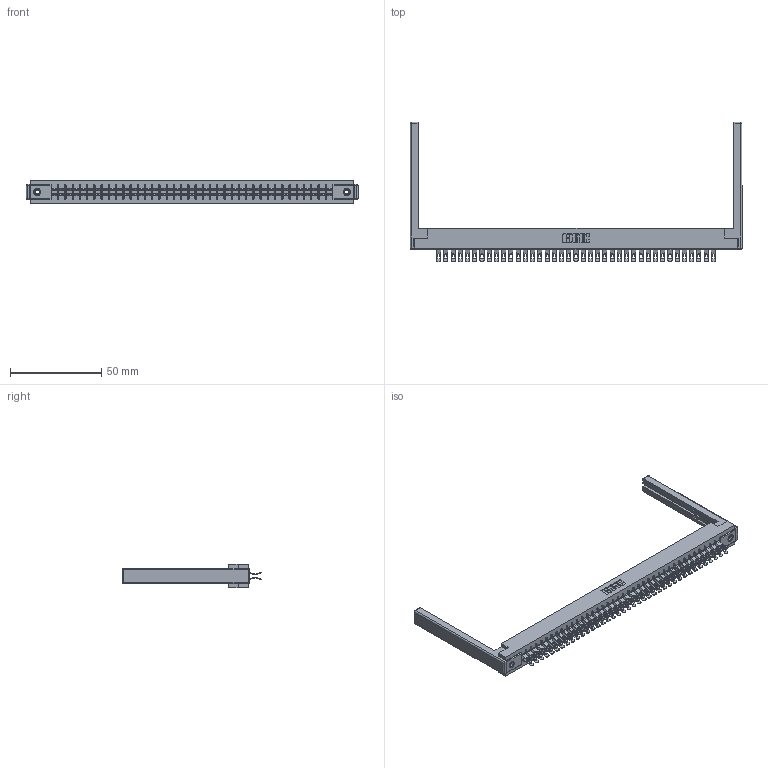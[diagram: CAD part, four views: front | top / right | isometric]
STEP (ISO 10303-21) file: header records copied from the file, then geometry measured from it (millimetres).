
FILE_DESCRIPTION (( 'STEP AP203' ), '1' );
FILE_NAME ('305-078-555-268.STEP', '2019-09-10T09:11:55', ( '' ), ( '' ), 'SwSTEP 2.0', 'SolidWorks 2016', '' );
FILE_SCHEMA (( 'CONFIG_CONTROL_DESIGN' ));
Length unit declared in the file: inch
Products named in the file (5): 307-220-068; 305-078-555-268; 345-250-001_345-250-001-102; 305-290-001_555; 305 Part_.156 Dia
Assembly tree (83 placements, depth 2):
  305-078-555-268
    305 Part_.156 Dia
    305-290-001_555  x78
    345-250-001_345-250-001-102  x2
    307-220-068  x2
Bounding box: 181.97 x 76.71 x 12.7 mm (x, y, z)
Volume: 23579.1 mm3; surface area: 29796.4 mm2
Topology: 83 solids, 83 shells, 5418 faces, 16111 edges, 10510 vertices
Faces by surface type: plane 2652, cylinder 2586, sphere 164, cone 12, torus 4
Entity records: 45975 total; most frequent: CARTESIAN_POINT 7598, ORIENTED_EDGE 7524, DIRECTION 7366, EDGE_CURVE 3762, LINE 3010, VECTOR 3010, VERTEX_POINT 2394, AXIS2_PLACEMENT_3D 2178
